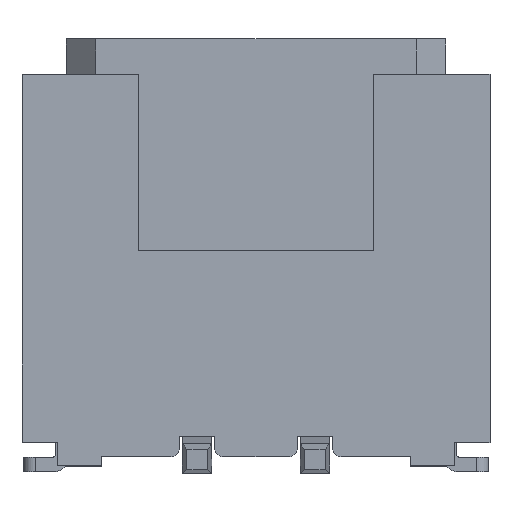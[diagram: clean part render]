
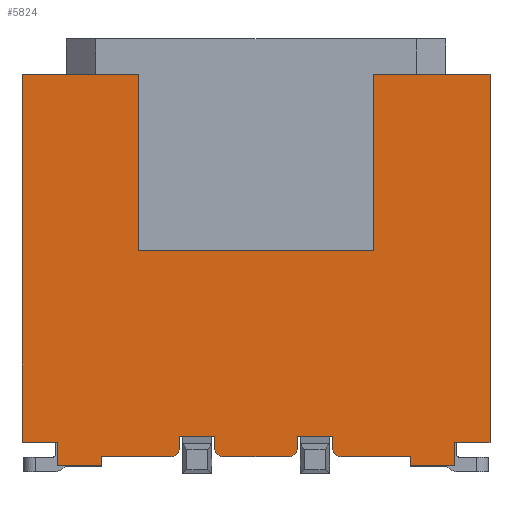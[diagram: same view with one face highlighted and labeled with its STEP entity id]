
A CAD part, top view. The second image highlights one B-rep face of the part: STEP entity #5824.
In plain terms, the highlighted planar face has unit normal (0, 0, 1).
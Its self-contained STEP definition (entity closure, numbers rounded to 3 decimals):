
#41=DIRECTION('',(1.,0.,0.));
#42=VECTOR('',#41,1.225);
#43=CARTESIAN_POINT('',(0.75,0.,0.));
#44=LINE('',#43,#42);
#45=DIRECTION('',(0.,-1.,0.));
#46=VECTOR('',#45,2.404);
#47=CARTESIAN_POINT('',(1.975,0.,0.));
#48=LINE('',#47,#46);
#49=DIRECTION('',(-1.,0.,0.));
#50=VECTOR('',#49,4.);
#51=CARTESIAN_POINT('',(5.975,-2.404,0.));
#52=LINE('',#51,#50);
#53=DIRECTION('',(0.,-1.,0.));
#54=VECTOR('',#53,2.404);
#55=CARTESIAN_POINT('',(5.975,0.,0.));
#56=LINE('',#55,#54);
#57=DIRECTION('',(1.,0.,0.));
#58=VECTOR('',#57,1.225);
#59=CARTESIAN_POINT('',(5.975,0.,0.));
#60=LINE('',#59,#58);
#61=DIRECTION('',(-1.,0.,0.));
#62=VECTOR('',#61,0.6);
#63=CARTESIAN_POINT('',(7.95,-6.25,0.));
#64=LINE('',#63,#62);
#65=CARTESIAN_POINT('',(5.425,-6.35,0.));
#66=DIRECTION('',(0.,0.,-1.));
#67=DIRECTION('',(0.,-1.,0.));
#68=AXIS2_PLACEMENT_3D('',#65,#66,#67);
#70=CARTESIAN_POINT('',(4.525,-6.35,0.));
#71=DIRECTION('',(0.,0.,-1.));
#72=DIRECTION('',(1.,0.,0.));
#73=AXIS2_PLACEMENT_3D('',#70,#71,#72);
#75=CARTESIAN_POINT('',(3.425,-6.35,0.));
#76=DIRECTION('',(0.,0.,-1.));
#77=DIRECTION('',(0.,-1.,0.));
#78=AXIS2_PLACEMENT_3D('',#75,#76,#77);
#80=CARTESIAN_POINT('',(2.525,-6.35,0.));
#81=DIRECTION('',(0.,0.,-1.));
#82=DIRECTION('',(1.,0.,0.));
#83=AXIS2_PLACEMENT_3D('',#80,#81,#82);
#85=DIRECTION('',(0.,1.,0.));
#86=VECTOR('',#85,0.4);
#87=CARTESIAN_POINT('',(0.6,-6.65,0.));
#88=LINE('',#87,#86);
#89=DIRECTION('',(-1.,0.,0.));
#90=VECTOR('',#89,0.6);
#91=CARTESIAN_POINT('',(0.6,-6.25,0.));
#92=LINE('',#91,#90);
#93=DIRECTION('',(0.,1.,0.));
#94=VECTOR('',#93,6.25);
#95=CARTESIAN_POINT('',(0.,-6.25,0.));
#96=LINE('',#95,#94);
#1115=DIRECTION('',(-1.,0.,0.));
#1116=VECTOR('',#1115,0.75);
#1117=CARTESIAN_POINT('',(0.75,0.,0.));
#1118=LINE('',#1117,#1116);
#1127=DIRECTION('',(-1.,0.,0.));
#1128=VECTOR('',#1127,0.75);
#1129=CARTESIAN_POINT('',(7.95,0.,0.));
#1130=LINE('',#1129,#1128);
#2409=DIRECTION('',(0.,1.,0.));
#2410=VECTOR('',#2409,6.25);
#2411=CARTESIAN_POINT('',(7.95,-6.25,0.));
#2412=LINE('',#2411,#2410);
#2429=DIRECTION('',(0.,1.,0.));
#2430=VECTOR('',#2429,0.4);
#2431=CARTESIAN_POINT('',(7.35,-6.65,0.));
#2432=LINE('',#2431,#2430);
#2441=DIRECTION('',(1.,0.,0.));
#2442=VECTOR('',#2441,0.75);
#2443=CARTESIAN_POINT('',(6.6,-6.65,0.));
#2444=LINE('',#2443,#2442);
#2445=DIRECTION('',(0.,-1.,0.));
#2446=VECTOR('',#2445,0.15);
#2447=CARTESIAN_POINT('',(6.6,-6.5,0.));
#2448=LINE('',#2447,#2446);
#2457=DIRECTION('',(1.,0.,0.));
#2458=VECTOR('',#2457,1.175);
#2459=CARTESIAN_POINT('',(5.425,-6.5,0.));
#2460=LINE('',#2459,#2458);
#2481=DIRECTION('',(0.,-1.,0.));
#2482=VECTOR('',#2481,0.2);
#2483=CARTESIAN_POINT('',(5.275,-6.15,0.));
#2484=LINE('',#2483,#2482);
#2493=DIRECTION('',(1.,0.,0.));
#2494=VECTOR('',#2493,0.6);
#2495=CARTESIAN_POINT('',(4.675,-6.15,0.));
#2496=LINE('',#2495,#2494);
#2497=DIRECTION('',(0.,1.,0.));
#2498=VECTOR('',#2497,0.2);
#2499=CARTESIAN_POINT('',(4.675,-6.35,0.));
#2500=LINE('',#2499,#2498);
#2521=DIRECTION('',(1.,0.,0.));
#2522=VECTOR('',#2521,1.1);
#2523=CARTESIAN_POINT('',(3.425,-6.5,0.));
#2524=LINE('',#2523,#2522);
#2541=DIRECTION('',(0.,-1.,0.));
#2542=VECTOR('',#2541,0.2);
#2543=CARTESIAN_POINT('',(3.275,-6.15,0.));
#2544=LINE('',#2543,#2542);
#2549=DIRECTION('',(1.,0.,0.));
#2550=VECTOR('',#2549,0.6);
#2551=CARTESIAN_POINT('',(2.675,-6.15,0.));
#2552=LINE('',#2551,#2550);
#2553=DIRECTION('',(0.,1.,0.));
#2554=VECTOR('',#2553,0.2);
#2555=CARTESIAN_POINT('',(2.675,-6.35,0.));
#2556=LINE('',#2555,#2554);
#2581=DIRECTION('',(1.,0.,0.));
#2582=VECTOR('',#2581,1.175);
#2583=CARTESIAN_POINT('',(1.35,-6.5,0.));
#2584=LINE('',#2583,#2582);
#2589=DIRECTION('',(0.,1.,0.));
#2590=VECTOR('',#2589,0.15);
#2591=CARTESIAN_POINT('',(1.35,-6.65,0.));
#2592=LINE('',#2591,#2590);
#2597=DIRECTION('',(1.,0.,0.));
#2598=VECTOR('',#2597,0.75);
#2599=CARTESIAN_POINT('',(0.6,-6.65,0.));
#2600=LINE('',#2599,#2598);
#4257=CARTESIAN_POINT('',(0.,-6.25,0.));
#4258=CARTESIAN_POINT('',(0.,0.,0.));
#4259=VERTEX_POINT('',#4257);
#4260=VERTEX_POINT('',#4258);
#4365=CARTESIAN_POINT('',(0.6,-6.25,0.));
#4366=VERTEX_POINT('',#4365);
#4373=CARTESIAN_POINT('',(7.95,-6.25,0.));
#4374=CARTESIAN_POINT('',(7.35,-6.25,0.));
#4375=VERTEX_POINT('',#4373);
#4376=VERTEX_POINT('',#4374);
#4387=CARTESIAN_POINT('',(0.6,-6.65,0.));
#4388=VERTEX_POINT('',#4387);
#4389=CARTESIAN_POINT('',(7.35,-6.65,0.));
#4390=VERTEX_POINT('',#4389);
#4391=CARTESIAN_POINT('',(6.6,-6.5,0.));
#4392=CARTESIAN_POINT('',(6.6,-6.65,0.));
#4393=VERTEX_POINT('',#4391);
#4394=VERTEX_POINT('',#4392);
#4395=CARTESIAN_POINT('',(5.425,-6.5,0.));
#4396=CARTESIAN_POINT('',(5.275,-6.35,0.));
#4397=VERTEX_POINT('',#4395);
#4398=VERTEX_POINT('',#4396);
#4399=CARTESIAN_POINT('',(4.675,-6.35,0.));
#4400=CARTESIAN_POINT('',(4.525,-6.5,0.));
#4401=VERTEX_POINT('',#4399);
#4402=VERTEX_POINT('',#4400);
#4403=CARTESIAN_POINT('',(3.425,-6.5,0.));
#4404=CARTESIAN_POINT('',(3.275,-6.35,0.));
#4405=VERTEX_POINT('',#4403);
#4406=VERTEX_POINT('',#4404);
#4407=CARTESIAN_POINT('',(2.675,-6.35,0.));
#4408=CARTESIAN_POINT('',(2.675,-6.15,0.));
#4409=VERTEX_POINT('',#4407);
#4410=VERTEX_POINT('',#4408);
#4411=CARTESIAN_POINT('',(2.525,-6.5,0.));
#4412=VERTEX_POINT('',#4411);
#4413=CARTESIAN_POINT('',(1.35,-6.65,0.));
#4414=CARTESIAN_POINT('',(1.35,-6.5,0.));
#4415=VERTEX_POINT('',#4413);
#4416=VERTEX_POINT('',#4414);
#4523=CARTESIAN_POINT('',(7.95,0.,0.));
#4524=VERTEX_POINT('',#4523);
#4829=CARTESIAN_POINT('',(5.275,-6.15,0.));
#4830=VERTEX_POINT('',#4829);
#4833=CARTESIAN_POINT('',(3.275,-6.15,0.));
#4834=VERTEX_POINT('',#4833);
#4837=CARTESIAN_POINT('',(4.675,-6.15,0.));
#4838=VERTEX_POINT('',#4837);
#5345=CARTESIAN_POINT('',(0.75,0.,0.));
#5346=CARTESIAN_POINT('',(1.975,0.,0.));
#5347=VERTEX_POINT('',#5345);
#5348=VERTEX_POINT('',#5346);
#5349=CARTESIAN_POINT('',(5.975,0.,0.));
#5350=CARTESIAN_POINT('',(7.2,0.,0.));
#5351=VERTEX_POINT('',#5349);
#5352=VERTEX_POINT('',#5350);
#5353=CARTESIAN_POINT('',(5.975,-2.404,0.));
#5354=VERTEX_POINT('',#5353);
#5355=CARTESIAN_POINT('',(1.975,-2.404,0.));
#5356=VERTEX_POINT('',#5355);
#5758=CARTESIAN_POINT('',(3.975,-3.325,0.));
#5759=DIRECTION('',(0.,0.,1.));
#5760=DIRECTION('',(0.,-1.,0.));
#5761=AXIS2_PLACEMENT_3D('',#5758,#5759,#5760);
#5762=PLANE('',#5761);
#5764=ORIENTED_EDGE('',*,*,#5763,.T.);
#5766=ORIENTED_EDGE('',*,*,#5765,.T.);
#5768=ORIENTED_EDGE('',*,*,#5767,.F.);
#5770=ORIENTED_EDGE('',*,*,#5769,.F.);
#5772=ORIENTED_EDGE('',*,*,#5771,.T.);
#5774=ORIENTED_EDGE('',*,*,#5773,.F.);
#5776=ORIENTED_EDGE('',*,*,#5775,.F.);
#5778=ORIENTED_EDGE('',*,*,#5777,.T.);
#5780=ORIENTED_EDGE('',*,*,#5779,.F.);
#5782=ORIENTED_EDGE('',*,*,#5781,.F.);
#5784=ORIENTED_EDGE('',*,*,#5783,.F.);
#5786=ORIENTED_EDGE('',*,*,#5785,.F.);
#5788=ORIENTED_EDGE('',*,*,#5787,.T.);
#5790=ORIENTED_EDGE('',*,*,#5789,.F.);
#5792=ORIENTED_EDGE('',*,*,#5791,.F.);
#5794=ORIENTED_EDGE('',*,*,#5793,.F.);
#5796=ORIENTED_EDGE('',*,*,#5795,.T.);
#5798=ORIENTED_EDGE('',*,*,#5797,.F.);
#5800=ORIENTED_EDGE('',*,*,#5799,.T.);
#5802=ORIENTED_EDGE('',*,*,#5801,.F.);
#5804=ORIENTED_EDGE('',*,*,#5803,.F.);
#5806=ORIENTED_EDGE('',*,*,#5805,.F.);
#5808=ORIENTED_EDGE('',*,*,#5807,.T.);
#5810=ORIENTED_EDGE('',*,*,#5809,.F.);
#5812=ORIENTED_EDGE('',*,*,#5811,.F.);
#5814=ORIENTED_EDGE('',*,*,#5813,.F.);
#5816=ORIENTED_EDGE('',*,*,#5815,.T.);
#5818=ORIENTED_EDGE('',*,*,#5817,.T.);
#5819=ORIENTED_EDGE('',*,*,#5745,.T.);
#5821=ORIENTED_EDGE('',*,*,#5820,.F.);
#5822=EDGE_LOOP('',(#5764,#5766,#5768,#5770,#5772,#5774,#5776,#5778,#5780,#5782,
#5784,#5786,#5788,#5790,#5792,#5794,#5796,#5798,#5800,#5802,#5804,#5806,#5808,
#5810,#5812,#5814,#5816,#5818,#5819,#5821));
#5823=FACE_OUTER_BOUND('',#5822,.F.);
#5824=ADVANCED_FACE('',(#5823),#5762,.T.);
#69=CIRCLE('',#68,0.15);
#74=CIRCLE('',#73,0.15);
#79=CIRCLE('',#78,0.15);
#84=CIRCLE('',#83,0.15);
#5745=EDGE_CURVE('',#4259,#4260,#96,.T.);
#5763=EDGE_CURVE('',#5347,#5348,#44,.T.);
#5765=EDGE_CURVE('',#5348,#5356,#48,.T.);
#5767=EDGE_CURVE('',#5354,#5356,#52,.T.);
#5769=EDGE_CURVE('',#5351,#5354,#56,.T.);
#5771=EDGE_CURVE('',#5351,#5352,#60,.T.);
#5773=EDGE_CURVE('',#4524,#5352,#1130,.T.);
#5775=EDGE_CURVE('',#4375,#4524,#2412,.T.);
#5777=EDGE_CURVE('',#4375,#4376,#64,.T.);
#5779=EDGE_CURVE('',#4390,#4376,#2432,.T.);
#5781=EDGE_CURVE('',#4394,#4390,#2444,.T.);
#5783=EDGE_CURVE('',#4393,#4394,#2448,.T.);
#5785=EDGE_CURVE('',#4397,#4393,#2460,.T.);
#5787=EDGE_CURVE('',#4397,#4398,#69,.T.);
#5789=EDGE_CURVE('',#4830,#4398,#2484,.T.);
#5791=EDGE_CURVE('',#4838,#4830,#2496,.T.);
#5793=EDGE_CURVE('',#4401,#4838,#2500,.T.);
#5795=EDGE_CURVE('',#4401,#4402,#74,.T.);
#5797=EDGE_CURVE('',#4405,#4402,#2524,.T.);
#5799=EDGE_CURVE('',#4405,#4406,#79,.T.);
#5801=EDGE_CURVE('',#4834,#4406,#2544,.T.);
#5803=EDGE_CURVE('',#4410,#4834,#2552,.T.);
#5805=EDGE_CURVE('',#4409,#4410,#2556,.T.);
#5807=EDGE_CURVE('',#4409,#4412,#84,.T.);
#5809=EDGE_CURVE('',#4416,#4412,#2584,.T.);
#5811=EDGE_CURVE('',#4415,#4416,#2592,.T.);
#5813=EDGE_CURVE('',#4388,#4415,#2600,.T.);
#5815=EDGE_CURVE('',#4388,#4366,#88,.T.);
#5817=EDGE_CURVE('',#4366,#4259,#92,.T.);
#5820=EDGE_CURVE('',#5347,#4260,#1118,.T.);
